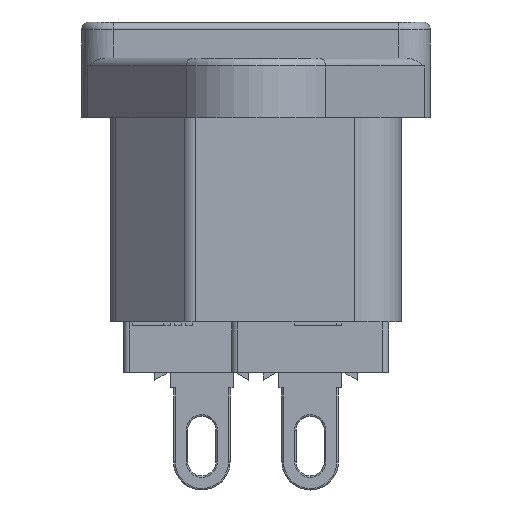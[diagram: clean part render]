
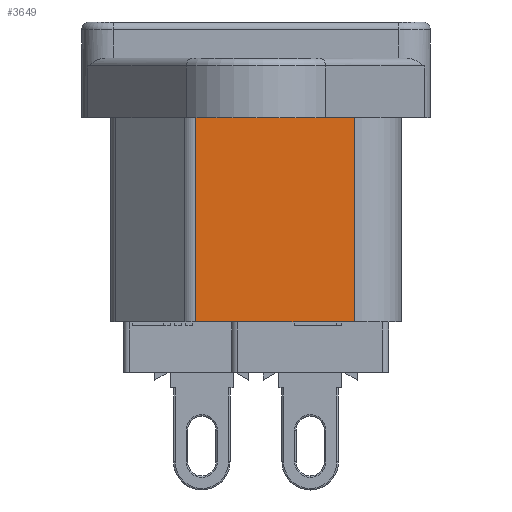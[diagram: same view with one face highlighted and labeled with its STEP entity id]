
A CAD part, left-side view. The second image highlights one B-rep face of the part: STEP entity #3649.
In plain terms, the highlighted planar face has unit normal (-1, 0, 0).
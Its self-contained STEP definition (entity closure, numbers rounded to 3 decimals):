
#51 = VECTOR ( 'NONE', #2698, 1000. ) ;
#50 = VECTOR ( 'NONE', #6583, 1000. ) ;
#914 = DIRECTION ( 'NONE',  ( 1., 0., 0. ) ) ;
#975 = EDGE_LOOP ( 'NONE', ( #6074, #9426, #9942, #9732 ) ) ;
#1242 = CARTESIAN_POINT ( 'NONE',  ( -13.25, 3.836, -3.8 ) ) ;
#1680 = DIRECTION ( 'NONE',  ( 0., 1., 0. ) ) ;
#1993 = AXIS2_PLACEMENT_3D ( 'NONE', #5959, #914, #7971 ) ;
#2595 = LINE ( 'NONE', #2660, #50 ) ;
#2660 = CARTESIAN_POINT ( 'NONE',  ( -13.25, -6.25, -16.8 ) ) ;
#2698 = DIRECTION ( 'NONE',  ( 0., 1., 0. ) ) ;
#3649 = ADVANCED_FACE ( 'NONE', ( #9822 ), #5834, .F. ) ;
#3784 = VERTEX_POINT ( 'NONE', #1242 ) ;
#5506 = LINE ( 'NONE', #11645, #51 ) ;
#5546 = CARTESIAN_POINT ( 'NONE',  ( -13.25, -6.25, -16.8 ) ) ;
#5834 = PLANE ( 'NONE',  #1993 ) ;
#5959 = CARTESIAN_POINT ( 'NONE',  ( -13.25, 4.25, -16.8 ) ) ;
#6074 = ORIENTED_EDGE ( 'NONE', *, *, #12692, .T. ) ;
#6583 = DIRECTION ( 'NONE',  ( 0., 0., 1. ) ) ;
#7971 = DIRECTION ( 'NONE',  ( 0., 1., 0. ) ) ;
#8472 = CARTESIAN_POINT ( 'NONE',  ( -13.25, 4.25, -3.8 ) ) ;
#9133 = DIRECTION ( 'NONE',  ( 0., 0., -1. ) ) ;
#9426 = ORIENTED_EDGE ( 'NONE', *, *, #12476, .T. ) ;
#9732 = ORIENTED_EDGE ( 'NONE', *, *, #11137, .T. ) ;
#9801 = EDGE_CURVE ( 'NONE', #9893, #11749, #5506, .T. ) ;
#9822 = FACE_OUTER_BOUND ( 'NONE', #975, .T. ) ;
#9893 = VERTEX_POINT ( 'NONE', #5546 ) ;
#9942 = ORIENTED_EDGE ( 'NONE', *, *, #9801, .F. ) ;
#10490 = VECTOR ( 'NONE', #9133, 1000. ) ;
#10636 = LINE ( 'NONE', #8472, #11717 ) ;
#11137 = EDGE_CURVE ( 'NONE', #9893, #12235, #2595, .T. ) ;
#11417 = LINE ( 'NONE', #12334, #10490 ) ;
#11623 = CARTESIAN_POINT ( 'NONE',  ( -13.25, -6.25, -3.8 ) ) ;
#11645 = CARTESIAN_POINT ( 'NONE',  ( -13.25, 4.25, -16.8 ) ) ;
#11717 = VECTOR ( 'NONE', #1680, 1000. ) ;
#11749 = VERTEX_POINT ( 'NONE', #12359 ) ;
#12235 = VERTEX_POINT ( 'NONE', #11623 ) ;
#12334 = CARTESIAN_POINT ( 'NONE',  ( -13.25, 3.836, -16.8 ) ) ;
#12359 = CARTESIAN_POINT ( 'NONE',  ( -13.25, 3.836, -16.8 ) ) ;
#12476 = EDGE_CURVE ( 'NONE', #3784, #11749, #11417, .T. ) ;
#12692 = EDGE_CURVE ( 'NONE', #12235, #3784, #10636, .T. ) ;
